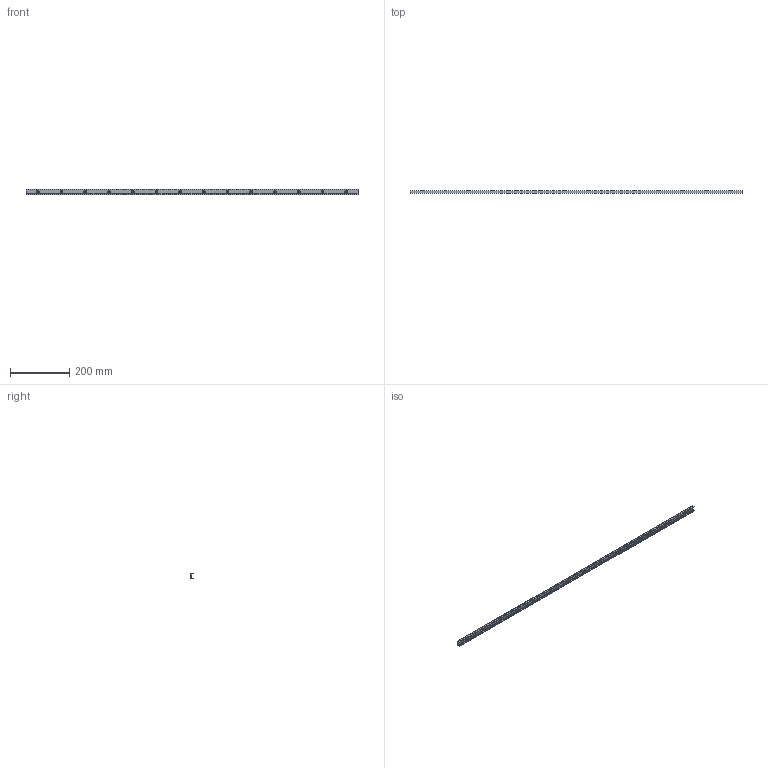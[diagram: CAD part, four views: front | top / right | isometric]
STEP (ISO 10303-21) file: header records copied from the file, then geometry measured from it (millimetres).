
FILE_DESCRIPTION((''),'2;1');
FILE_NAME('LCU 18-1120.C.stp','2016-05-02T15:09:33',('MRathmann'),(''),'Autodesk Inventor 2012','Autodesk Inventor 2012','');
FILE_SCHEMA(('CONFIG_CONTROL_DESIGN'));
Length unit declared in the file: millimetre
Products named in the file (1): LCU 18-1120.C
Bounding box: 1120 x 8.25 x 18 mm (x, y, z)
Volume: 74483.4 mm3; surface area: 71689 mm2
Topology: 1 solids, 1 shells, 64 faces, 186 edges, 124 vertices
Faces by surface type: cylinder 39, plane 25
Full cylindrical faces by diameter (mm): 5 x14, 9.5 x14
Entity records: 2006 total; most frequent: CARTESIAN_POINT 389, DIRECTION 338, ORIENTED_EDGE 288, EDGE_CURVE 144, AXIS2_PLACEMENT_3D 143, EDGE_LOOP 120, VERTEX_POINT 110, CIRCLE 78
